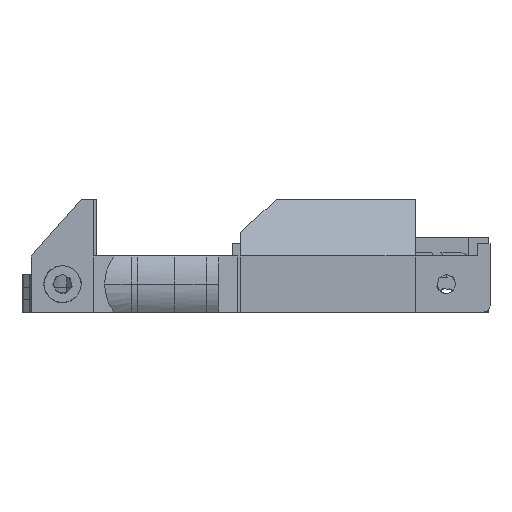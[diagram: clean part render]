
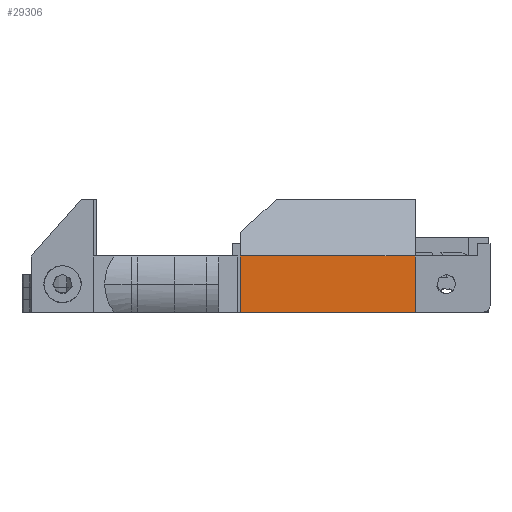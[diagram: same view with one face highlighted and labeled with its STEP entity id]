
A CAD part, left-side view. The second image highlights one B-rep face of the part: STEP entity #29306.
In plain terms, the highlighted free-form (B-spline) face has degree [1, 1] with [2, 2] control points.
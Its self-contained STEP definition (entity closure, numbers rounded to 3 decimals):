
#28207 = B_SPLINE_SURFACE_WITH_KNOTS('',1,1,(
    (#28208,#28209)
    ,(#28210,#28211
    )),.UNSPECIFIED.,.F.,.F.,.F.,(2,2),(2,2),(0.,51.23),(0.,91.),
  .PIECEWISE_BEZIER_KNOTS.);
#28208 = CARTESIAN_POINT('',(-64.5,57.,0.));
#28209 = CARTESIAN_POINT('',(-64.5,-34.,0.));
#28210 = CARTESIAN_POINT('',(-13.27,57.,0.));
#28211 = CARTESIAN_POINT('',(-13.27,-34.,0.));
#29221 = B_SPLINE_SURFACE_WITH_KNOTS('',1,1,(
    (#29222,#29223)
    ,(#29224,#29225
    )),.UNSPECIFIED.,.F.,.F.,.F.,(2,2),(2,2),(0.,43.),(0.,23.125),
  .PIECEWISE_BEZIER_KNOTS.);
#29222 = CARTESIAN_POINT('',(-55.375,6.,-1.5));
#29223 = CARTESIAN_POINT('',(-32.25,6.,-1.5));
#29224 = CARTESIAN_POINT('',(-55.375,6.,41.5));
#29225 = CARTESIAN_POINT('',(-32.25,6.,41.5));
#29306 = ADVANCED_FACE('',(#29307),#29321,.T.);
#29307 = FACE_BOUND('',#29308,.T.);
#29308 = EDGE_LOOP('',(#29309,#29337,#29363,#29389));
#29309 = ORIENTED_EDGE('',*,*,#29310,.F.);
#29310 = EDGE_CURVE('',#29311,#29313,#29315,.T.);
#29311 = VERTEX_POINT('',#29312);
#29312 = CARTESIAN_POINT('',(-53.5,-22.,0.));
#29313 = VERTEX_POINT('',#29314);
#29314 = CARTESIAN_POINT('',(-53.5,6.,0.));
#29315 = SURFACE_CURVE('',#29316,(#29320,#29331),.PCURVE_S1.);
#29316 = B_SPLINE_CURVE_WITH_KNOTS('',1,(#29317,#29318,#29319),
  .UNSPECIFIED.,.F.,.F.,(2,1,2),(9.,14.,37.),.UNSPECIFIED.);
#29317 = CARTESIAN_POINT('',(-53.5,-22.,0.));
#29318 = CARTESIAN_POINT('',(-53.5,-17.,0.));
#29319 = CARTESIAN_POINT('',(-53.5,6.,0.));
#29320 = PCURVE('',#29321,#29326);
#29321 = B_SPLINE_SURFACE_WITH_KNOTS('',1,1,(
    (#29322,#29323)
    ,(#29324,#29325
    )),.UNSPECIFIED.,.F.,.F.,.F.,(2,2),(2,2),(0.,81.),(0.,19.),
  .PIECEWISE_BEZIER_KNOTS.);
#29322 = CARTESIAN_POINT('',(-53.5,-28.,19.));
#29323 = CARTESIAN_POINT('',(-53.5,-28.,0.));
#29324 = CARTESIAN_POINT('',(-53.5,53.,19.));
#29325 = CARTESIAN_POINT('',(-53.5,53.,0.));
#29326 = DEFINITIONAL_REPRESENTATION('',(#29327),#29330);
#29327 = B_SPLINE_CURVE_WITH_KNOTS('',1,(#29328,#29329),.UNSPECIFIED.,
  .F.,.F.,(2,2),(9.,37.),.PIECEWISE_BEZIER_KNOTS.);
#29328 = CARTESIAN_POINT('',(6.,19.));
#29329 = CARTESIAN_POINT('',(34.,19.));
#29330 = ( GEOMETRIC_REPRESENTATION_CONTEXT(2) 
PARAMETRIC_REPRESENTATION_CONTEXT() REPRESENTATION_CONTEXT('2D SPACE',''
  ) );
#29331 = PCURVE('',#28207,#29332);
#29332 = DEFINITIONAL_REPRESENTATION('',(#29333),#29336);
#29333 = B_SPLINE_CURVE_WITH_KNOTS('',1,(#29334,#29335),.UNSPECIFIED.,
  .F.,.F.,(2,2),(9.,37.),.PIECEWISE_BEZIER_KNOTS.);
#29334 = CARTESIAN_POINT('',(11.,79.));
#29335 = CARTESIAN_POINT('',(11.,51.));
#29336 = ( GEOMETRIC_REPRESENTATION_CONTEXT(2) 
PARAMETRIC_REPRESENTATION_CONTEXT() REPRESENTATION_CONTEXT('2D SPACE',''
  ) );
#29337 = ORIENTED_EDGE('',*,*,#29338,.F.);
#29338 = EDGE_CURVE('',#29339,#29311,#29341,.T.);
#29339 = VERTEX_POINT('',#29340);
#29340 = CARTESIAN_POINT('',(-53.5,-22.,9.));
#29341 = SURFACE_CURVE('',#29342,(#29346,#29352),.PCURVE_S1.);
#29342 = B_SPLINE_CURVE_WITH_KNOTS('',1,(#29343,#29344,#29345),
  .UNSPECIFIED.,.F.,.F.,(2,1,2),(0.,7.5,9.),.UNSPECIFIED.);
#29343 = CARTESIAN_POINT('',(-53.5,-22.,9.));
#29344 = CARTESIAN_POINT('',(-53.5,-22.,1.5));
#29345 = CARTESIAN_POINT('',(-53.5,-22.,0.));
#29346 = PCURVE('',#29321,#29347);
#29347 = DEFINITIONAL_REPRESENTATION('',(#29348),#29351);
#29348 = B_SPLINE_CURVE_WITH_KNOTS('',1,(#29349,#29350),.UNSPECIFIED.,
  .F.,.F.,(2,2),(0.,9.),.PIECEWISE_BEZIER_KNOTS.);
#29349 = CARTESIAN_POINT('',(6.,10.));
#29350 = CARTESIAN_POINT('',(6.,19.));
#29351 = ( GEOMETRIC_REPRESENTATION_CONTEXT(2) 
PARAMETRIC_REPRESENTATION_CONTEXT() REPRESENTATION_CONTEXT('2D SPACE',''
  ) );
#29352 = PCURVE('',#29353,#29358);
#29353 = B_SPLINE_SURFACE_WITH_KNOTS('',1,1,(
    (#29354,#29355)
    ,(#29356,#29357
    )),.UNSPECIFIED.,.F.,.F.,.F.,(2,2),(2,2),(0.,42.),(0.,51.),
  .PIECEWISE_BEZIER_KNOTS.);
#29354 = CARTESIAN_POINT('',(-64.5,-22.,40.));
#29355 = CARTESIAN_POINT('',(-13.5,-22.,40.));
#29356 = CARTESIAN_POINT('',(-64.5,-22.,-2.));
#29357 = CARTESIAN_POINT('',(-13.5,-22.,-2.));
#29358 = DEFINITIONAL_REPRESENTATION('',(#29359),#29362);
#29359 = B_SPLINE_CURVE_WITH_KNOTS('',1,(#29360,#29361),.UNSPECIFIED.,
  .F.,.F.,(2,2),(0.,9.),.PIECEWISE_BEZIER_KNOTS.);
#29360 = CARTESIAN_POINT('',(31.,11.));
#29361 = CARTESIAN_POINT('',(40.,11.));
#29362 = ( GEOMETRIC_REPRESENTATION_CONTEXT(2) 
PARAMETRIC_REPRESENTATION_CONTEXT() REPRESENTATION_CONTEXT('2D SPACE',''
  ) );
#29363 = ORIENTED_EDGE('',*,*,#29364,.T.);
#29364 = EDGE_CURVE('',#29339,#29365,#29367,.T.);
#29365 = VERTEX_POINT('',#29366);
#29366 = CARTESIAN_POINT('',(-53.5,6.,9.));
#29367 = SURFACE_CURVE('',#29368,(#29372,#29378),.PCURVE_S1.);
#29368 = B_SPLINE_CURVE_WITH_KNOTS('',1,(#29369,#29370,#29371),
  .UNSPECIFIED.,.F.,.F.,(2,1,2),(-75.,-70.,-47.),.UNSPECIFIED.);
#29369 = CARTESIAN_POINT('',(-53.5,-22.,9.));
#29370 = CARTESIAN_POINT('',(-53.5,-17.,9.));
#29371 = CARTESIAN_POINT('',(-53.5,6.,9.));
#29372 = PCURVE('',#29321,#29373);
#29373 = DEFINITIONAL_REPRESENTATION('',(#29374),#29377);
#29374 = B_SPLINE_CURVE_WITH_KNOTS('',1,(#29375,#29376),.UNSPECIFIED.,
  .F.,.F.,(2,2),(-75.,-47.),.PIECEWISE_BEZIER_KNOTS.);
#29375 = CARTESIAN_POINT('',(6.,10.));
#29376 = CARTESIAN_POINT('',(34.,10.));
#29377 = ( GEOMETRIC_REPRESENTATION_CONTEXT(2) 
PARAMETRIC_REPRESENTATION_CONTEXT() REPRESENTATION_CONTEXT('2D SPACE',''
  ) );
#29378 = PCURVE('',#29379,#29384);
#29379 = B_SPLINE_SURFACE_WITH_KNOTS('',1,1,(
    (#29380,#29381)
    ,(#29382,#29383
    )),.UNSPECIFIED.,.F.,.F.,.F.,(2,2),(2,2),(0.,28.),(0.,
    12.042),.PIECEWISE_BEZIER_KNOTS.);
#29380 = CARTESIAN_POINT('',(-45.5,-22.,18.));
#29381 = CARTESIAN_POINT('',(-53.5,-22.,9.));
#29382 = CARTESIAN_POINT('',(-45.5,6.,18.));
#29383 = CARTESIAN_POINT('',(-53.5,6.,9.));
#29384 = DEFINITIONAL_REPRESENTATION('',(#29385),#29388);
#29385 = B_SPLINE_CURVE_WITH_KNOTS('',1,(#29386,#29387),.UNSPECIFIED.,
  .F.,.F.,(2,2),(-75.,-47.),.PIECEWISE_BEZIER_KNOTS.);
#29386 = CARTESIAN_POINT('',(0.,12.042));
#29387 = CARTESIAN_POINT('',(28.,12.042));
#29388 = ( GEOMETRIC_REPRESENTATION_CONTEXT(2) 
PARAMETRIC_REPRESENTATION_CONTEXT() REPRESENTATION_CONTEXT('2D SPACE',''
  ) );
#29389 = ORIENTED_EDGE('',*,*,#29390,.F.);
#29390 = EDGE_CURVE('',#29313,#29365,#29391,.T.);
#29391 = SURFACE_CURVE('',#29392,(#29395,#29401),.PCURVE_S1.);
#29392 = B_SPLINE_CURVE_WITH_KNOTS('',1,(#29393,#29394),.UNSPECIFIED.,
  .F.,.F.,(2,2),(7.75,16.75),.PIECEWISE_BEZIER_KNOTS.);
#29393 = CARTESIAN_POINT('',(-53.5,6.,0.));
#29394 = CARTESIAN_POINT('',(-53.5,6.,9.));
#29395 = PCURVE('',#29321,#29396);
#29396 = DEFINITIONAL_REPRESENTATION('',(#29397),#29400);
#29397 = B_SPLINE_CURVE_WITH_KNOTS('',1,(#29398,#29399),.UNSPECIFIED.,
  .F.,.F.,(2,2),(7.75,16.75),.PIECEWISE_BEZIER_KNOTS.);
#29398 = CARTESIAN_POINT('',(34.,19.));
#29399 = CARTESIAN_POINT('',(34.,10.));
#29400 = ( GEOMETRIC_REPRESENTATION_CONTEXT(2) 
PARAMETRIC_REPRESENTATION_CONTEXT() REPRESENTATION_CONTEXT('2D SPACE',''
  ) );
#29401 = PCURVE('',#29221,#29402);
#29402 = DEFINITIONAL_REPRESENTATION('',(#29403),#29406);
#29403 = B_SPLINE_CURVE_WITH_KNOTS('',1,(#29404,#29405),.UNSPECIFIED.,
  .F.,.F.,(2,2),(7.75,16.75),.PIECEWISE_BEZIER_KNOTS.);
#29404 = CARTESIAN_POINT('',(1.5,1.875));
#29405 = CARTESIAN_POINT('',(10.5,1.875));
#29406 = ( GEOMETRIC_REPRESENTATION_CONTEXT(2) 
PARAMETRIC_REPRESENTATION_CONTEXT() REPRESENTATION_CONTEXT('2D SPACE',''
  ) );
